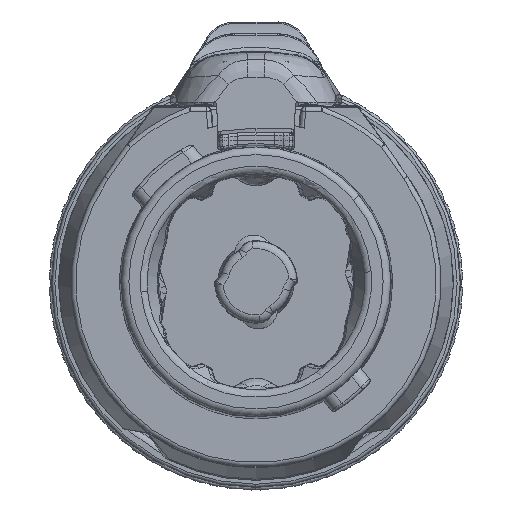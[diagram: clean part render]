
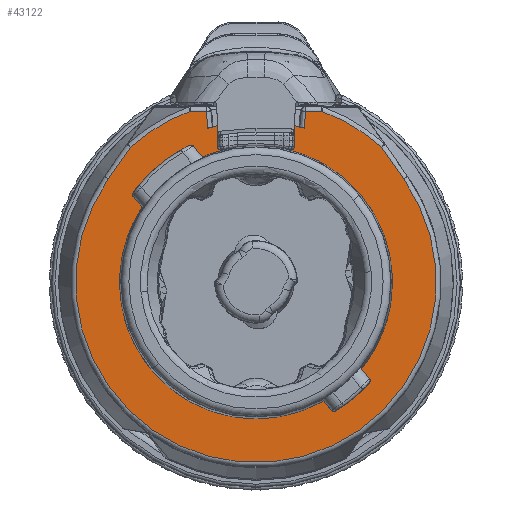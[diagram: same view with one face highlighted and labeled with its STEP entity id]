
A CAD part, top view. The second image highlights one B-rep face of the part: STEP entity #43122.
In plain terms, the highlighted planar face has unit normal (0, 0, 1).
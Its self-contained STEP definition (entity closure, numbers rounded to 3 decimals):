
#1=CARTESIAN_POINT('',(-3.129,9.996,43.3));
#2=CARTESIAN_POINT('',(-3.161,10.364,43.3));
#3=CARTESIAN_POINT('',(-3.193,10.732,43.3));
#4=CARTESIAN_POINT('',(-3.225,11.1,43.3));
#6=CARTESIAN_POINT('',(0.,0.,43.3));
#7=DIRECTION('',(0.,0.,1.));
#8=DIRECTION('',(-0.24,0.971,0.));
#9=AXIS2_PLACEMENT_3D('',#6,#7,#8);
#11=CARTESIAN_POINT('',(0.,0.,43.3));
#12=DIRECTION('',(0.,0.,-1.));
#13=DIRECTION('',(0.24,0.971,0.));
#14=AXIS2_PLACEMENT_3D('',#11,#12,#13);
#16=CARTESIAN_POINT('',(3.225,11.1,43.3));
#17=CARTESIAN_POINT('',(3.193,10.732,43.3));
#18=CARTESIAN_POINT('',(3.161,10.364,43.3));
#19=CARTESIAN_POINT('',(3.129,9.996,43.3));
#21=DIRECTION('',(1.,0.,0.));
#22=VECTOR('',#21,1.046);
#23=CARTESIAN_POINT('',(3.225,11.1,43.3));
#24=LINE('',#23,#22);
#25=CARTESIAN_POINT('',(8.148,8.762,43.3));
#26=CARTESIAN_POINT('',(7.935,8.956,43.3));
#27=CARTESIAN_POINT('',(7.493,9.329,43.3));
#28=CARTESIAN_POINT('',(6.79,9.838,43.3));
#29=CARTESIAN_POINT('',(6.022,10.312,43.3));
#30=CARTESIAN_POINT('',(5.162,10.75,43.3));
#31=CARTESIAN_POINT('',(4.573,10.991,43.3));
#32=CARTESIAN_POINT('',(4.271,11.1,43.3));
#34=DIRECTION('',(-0.574,0.819,0.));
#35=VECTOR('',#34,2.504);
#36=CARTESIAN_POINT('',(9.584,6.711,43.3));
#37=LINE('',#36,#35);
#38=CARTESIAN_POINT('',(0.,0.,43.3));
#39=DIRECTION('',(0.,0.,1.));
#40=DIRECTION('',(-0.819,0.574,0.));
#41=AXIS2_PLACEMENT_3D('',#38,#39,#40);
#43=DIRECTION('',(-0.574,-0.819,0.));
#44=VECTOR('',#43,2.504);
#45=CARTESIAN_POINT('',(-8.148,8.762,43.3));
#46=LINE('',#45,#44);
#47=CARTESIAN_POINT('',(-4.271,11.1,43.3));
#48=CARTESIAN_POINT('',(-4.546,11.001,43.3));
#49=CARTESIAN_POINT('',(-5.086,10.782,43.3));
#50=CARTESIAN_POINT('',(-5.866,10.395,43.3));
#51=CARTESIAN_POINT('',(-6.634,9.942,43.3));
#52=CARTESIAN_POINT('',(-7.411,9.395,43.3));
#53=CARTESIAN_POINT('',(-7.905,8.982,43.3));
#54=CARTESIAN_POINT('',(-8.148,8.762,43.3));
#56=DIRECTION('',(1.,0.,0.));
#57=VECTOR('',#56,1.046);
#58=CARTESIAN_POINT('',(-4.271,11.1,43.3));
#59=LINE('',#58,#57);
#66=CARTESIAN_POINT('',(-3.129,9.996,43.3));
#208=DIRECTION('',(-0.017,1.,0.));
#209=VECTOR('',#208,1.318);
#210=CARTESIAN_POINT('',(-2.494,8.849,43.3));
#211=LINE('',#210,#209);
#922=DIRECTION('',(0.017,1.,0.));
#923=VECTOR('',#922,1.318);
#924=CARTESIAN_POINT('',(2.494,8.849,43.3));
#925=LINE('',#924,#923);
#951=CARTESIAN_POINT('',(2.494,8.849,43.3));
#952=CARTESIAN_POINT('',(2.493,8.812,43.3));
#953=CARTESIAN_POINT('',(2.48,8.748,43.3));
#954=CARTESIAN_POINT('',(2.423,8.668,43.3));
#955=CARTESIAN_POINT('',(2.344,8.627,43.3));
#956=CARTESIAN_POINT('',(2.29,8.624,43.3));
#957=CARTESIAN_POINT('',(2.261,8.629,43.3));
#959=CARTESIAN_POINT('',(2.261,8.629,43.3));
#960=CARTESIAN_POINT('',(2.075,8.662,43.3));
#961=CARTESIAN_POINT('',(1.703,8.719,43.3));
#962=CARTESIAN_POINT('',(1.331,8.759,43.3));
#963=CARTESIAN_POINT('',(1.144,8.776,43.3));
#971=CARTESIAN_POINT('',(-1.144,8.776,43.3));
#972=CARTESIAN_POINT('',(-1.331,8.759,43.3));
#973=CARTESIAN_POINT('',(-1.703,8.719,43.3));
#974=CARTESIAN_POINT('',(-2.075,8.662,43.3));
#975=CARTESIAN_POINT('',(-2.261,8.629,43.3));
#983=CARTESIAN_POINT('',(0.,0.,43.3));
#984=DIRECTION('',(0.,0.,-1.));
#985=DIRECTION('',(0.129,0.992,0.));
#986=AXIS2_PLACEMENT_3D('',#983,#984,#985);
#1121=CARTESIAN_POINT('',(-2.261,8.629,43.3));
#1122=CARTESIAN_POINT('',(-2.29,8.624,43.3));
#1123=CARTESIAN_POINT('',(-2.344,8.627,43.3));
#1124=CARTESIAN_POINT('',(-2.423,8.668,43.3));
#1125=CARTESIAN_POINT('',(-2.48,8.748,43.3));
#1126=CARTESIAN_POINT('',(-2.493,8.812,43.3));
#1127=CARTESIAN_POINT('',(-2.494,8.849,43.3));
#27497=CARTESIAN_POINT('',(3.129,9.996,43.3));
#37881=CARTESIAN_POINT('',(-4.271,11.1,43.3));
#37882=CARTESIAN_POINT('',(-3.225,11.1,43.3));
#37883=VERTEX_POINT('',#37881);
#37884=VERTEX_POINT('',#37882);
#37909=CARTESIAN_POINT('',(3.225,11.1,43.3));
#37910=CARTESIAN_POINT('',(4.271,11.1,43.3));
#37911=VERTEX_POINT('',#37909);
#37912=VERTEX_POINT('',#37910);
#37915=VERTEX_POINT('',#25);
#37922=CARTESIAN_POINT('',(9.584,6.711,43.3));
#37923=VERTEX_POINT('',#37922);
#37924=CARTESIAN_POINT('',(-8.148,8.762,43.3));
#37925=CARTESIAN_POINT('',(-9.584,6.711,43.3));
#37926=VERTEX_POINT('',#37924);
#37927=VERTEX_POINT('',#37925);
#41210=VERTEX_POINT('',#66);
#41211=VERTEX_POINT('',#27497);
#41212=CARTESIAN_POINT('',(2.517,10.167,43.3));
#41214=VERTEX_POINT('',#41212);
#41216=CARTESIAN_POINT('',(2.494,8.849,43.3));
#41217=VERTEX_POINT('',#41216);
#41218=CARTESIAN_POINT('',(-2.494,8.849,43.3));
#41219=CARTESIAN_POINT('',(-2.517,10.167,43.3));
#41220=VERTEX_POINT('',#41218);
#41221=VERTEX_POINT('',#41219);
#43075=VERTEX_POINT('',#959);
#43076=VERTEX_POINT('',#963);
#43077=VERTEX_POINT('',#971);
#43078=VERTEX_POINT('',#975);
#43079=CARTESIAN_POINT('',(0.,0.,43.3));
#43080=DIRECTION('',(0.,0.,1.));
#43081=DIRECTION('',(1.,0.,0.));
#43082=AXIS2_PLACEMENT_3D('',#43079,#43080,#43081);
#43083=PLANE('',#43082);
#43085=ORIENTED_EDGE('',*,*,#43084,.F.);
#43087=ORIENTED_EDGE('',*,*,#43086,.F.);
#43089=ORIENTED_EDGE('',*,*,#43088,.F.);
#43091=ORIENTED_EDGE('',*,*,#43090,.F.);
#43093=ORIENTED_EDGE('',*,*,#43092,.F.);
#43095=ORIENTED_EDGE('',*,*,#43094,.F.);
#43097=ORIENTED_EDGE('',*,*,#43096,.F.);
#43099=ORIENTED_EDGE('',*,*,#43098,.F.);
#43101=ORIENTED_EDGE('',*,*,#43100,.T.);
#43103=ORIENTED_EDGE('',*,*,#43102,.T.);
#43105=ORIENTED_EDGE('',*,*,#43104,.F.);
#43107=ORIENTED_EDGE('',*,*,#43106,.T.);
#43109=ORIENTED_EDGE('',*,*,#43108,.F.);
#43111=ORIENTED_EDGE('',*,*,#43110,.F.);
#43113=ORIENTED_EDGE('',*,*,#43112,.F.);
#43115=ORIENTED_EDGE('',*,*,#43114,.F.);
#43117=ORIENTED_EDGE('',*,*,#43116,.F.);
#43119=ORIENTED_EDGE('',*,*,#43118,.T.);
#43120=EDGE_LOOP('',(#43085,#43087,#43089,#43091,#43093,#43095,#43097,#43099,
#43101,#43103,#43105,#43107,#43109,#43111,#43113,#43115,#43117,#43119));
#43121=FACE_OUTER_BOUND('',#43120,.F.);
#43122=ADVANCED_FACE('',(#43121),#43083,.T.);
#5=B_SPLINE_CURVE_WITH_KNOTS('',3,(#1,#2,#3,#4),.UNSPECIFIED.,.F.,.F.,(4,4),(
0.,1.),.UNSPECIFIED.);
#10=CIRCLE('',#9,10.474);
#15=CIRCLE('',#14,10.474);
#20=B_SPLINE_CURVE_WITH_KNOTS('',3,(#16,#17,#18,#19),.UNSPECIFIED.,.F.,.F.,(4,
4),(0.,1.),.UNSPECIFIED.);
#33=B_SPLINE_CURVE_WITH_KNOTS('',3,(#25,#26,#27,#28,#29,#30,#31,#32),
.UNSPECIFIED.,.F.,.F.,(4,1,1,1,1,4),(0.,0.2,0.4,0.6,0.8,1.),
.UNSPECIFIED.);
#42=CIRCLE('',#41,11.7);
#55=B_SPLINE_CURVE_WITH_KNOTS('',3,(#47,#48,#49,#50,#51,#52,#53,#54),
.UNSPECIFIED.,.F.,.F.,(4,1,1,1,1,4),(0.,0.2,0.4,0.6,0.8,1.),
.UNSPECIFIED.);
#958=B_SPLINE_CURVE_WITH_KNOTS('',3,(#951,#952,#953,#954,#955,#956,#957),
.UNSPECIFIED.,.F.,.F.,(4,1,1,1,4),(0.,0.25,0.5,0.75,1.),
.UNSPECIFIED.);
#964=B_SPLINE_CURVE_WITH_KNOTS('',3,(#959,#960,#961,#962,#963),.UNSPECIFIED.,
.F.,.F.,(4,1,4),(0.,0.5,1.),.UNSPECIFIED.);
#976=B_SPLINE_CURVE_WITH_KNOTS('',3,(#971,#972,#973,#974,#975),.UNSPECIFIED.,
.F.,.F.,(4,1,4),(0.,0.5,1.),.UNSPECIFIED.);
#987=CIRCLE('',#986,8.85);
#1128=B_SPLINE_CURVE_WITH_KNOTS('',3,(#1121,#1122,#1123,#1124,#1125,#1126,
#1127),.UNSPECIFIED.,.F.,.F.,(4,1,1,1,4),(0.,0.25,0.5,0.75,1.),
.UNSPECIFIED.);
#43084=EDGE_CURVE('',#41210,#37884,#5,.T.);
#43086=EDGE_CURVE('',#41221,#41210,#10,.T.);
#43088=EDGE_CURVE('',#41220,#41221,#211,.T.);
#43090=EDGE_CURVE('',#43078,#41220,#1128,.T.);
#43092=EDGE_CURVE('',#43077,#43078,#976,.T.);
#43094=EDGE_CURVE('',#43076,#43077,#987,.T.);
#43096=EDGE_CURVE('',#43075,#43076,#964,.T.);
#43098=EDGE_CURVE('',#41217,#43075,#958,.T.);
#43100=EDGE_CURVE('',#41217,#41214,#925,.T.);
#43102=EDGE_CURVE('',#41214,#41211,#15,.T.);
#43104=EDGE_CURVE('',#37911,#41211,#20,.T.);
#43106=EDGE_CURVE('',#37911,#37912,#24,.T.);
#43108=EDGE_CURVE('',#37915,#37912,#33,.T.);
#43110=EDGE_CURVE('',#37923,#37915,#37,.T.);
#43112=EDGE_CURVE('',#37927,#37923,#42,.T.);
#43114=EDGE_CURVE('',#37926,#37927,#46,.T.);
#43116=EDGE_CURVE('',#37883,#37926,#55,.T.);
#43118=EDGE_CURVE('',#37883,#37884,#59,.T.);
